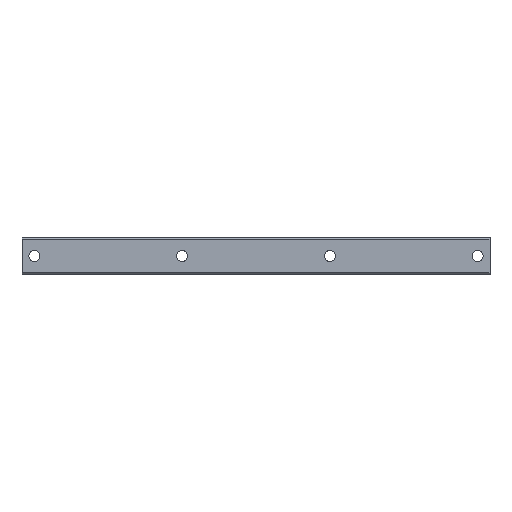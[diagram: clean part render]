
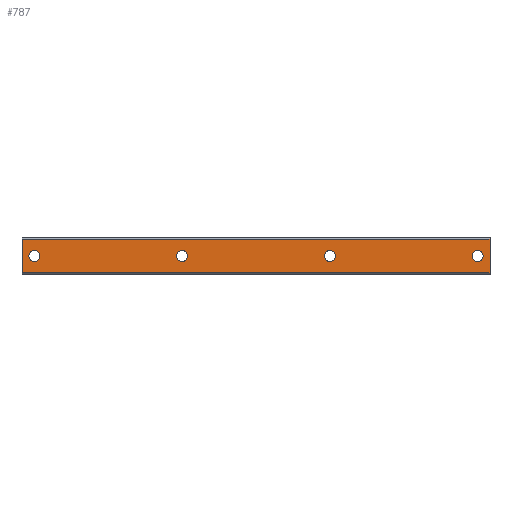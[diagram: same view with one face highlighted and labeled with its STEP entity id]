
A CAD part, front view. The second image highlights one B-rep face of the part: STEP entity #787.
In plain terms, the highlighted planar face has unit normal (0, -1, 0).
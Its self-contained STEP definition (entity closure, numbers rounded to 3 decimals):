
#17 = CIRCLE ( 'NONE', #294, 2.25 ) ;
#85 = FACE_BOUND ( 'NONE', #2131, .T. ) ;
#86 = AXIS2_PLACEMENT_3D ( 'NONE', #1929, #950, #2104 ) ;
#134 = DIRECTION ( 'NONE',  ( 0., 0., 1. ) ) ;
#135 = EDGE_CURVE ( 'NONE', #2045, #799, #1176, .T. ) ;
#139 = DIRECTION ( 'NONE',  ( 0., 0., 1. ) ) ;
#145 = VERTEX_POINT ( 'NONE', #1863 ) ;
#156 = ORIENTED_EDGE ( 'NONE', *, *, #1797, .F. ) ;
#167 = ORIENTED_EDGE ( 'NONE', *, *, #1144, .F. ) ;
#188 = CARTESIAN_POINT ( 'NONE',  ( 0., 0., 2.25 ) ) ;
#197 = EDGE_LOOP ( 'NONE', ( #1040, #156 ) ) ;
#207 = VERTEX_POINT ( 'NONE', #912 ) ;
#224 = DIRECTION ( 'NONE',  ( 0., 0., 1. ) ) ;
#229 = AXIS2_PLACEMENT_3D ( 'NONE', #2019, #1508, #1689 ) ;
#233 = AXIS2_PLACEMENT_3D ( 'NONE', #683, #2169, #134 ) ;
#240 = EDGE_CURVE ( 'NONE', #1101, #145, #583, .T. ) ;
#250 = CARTESIAN_POINT ( 'NONE',  ( 185., 0., 6.786 ) ) ;
#261 = LINE ( 'NONE', #250, #2033 ) ;
#277 = FACE_BOUND ( 'NONE', #451, .T. ) ;
#294 = AXIS2_PLACEMENT_3D ( 'NONE', #2129, #1943, #1437 ) ;
#300 = CARTESIAN_POINT ( 'NONE',  ( 185., 0., 6.786 ) ) ;
#314 = CARTESIAN_POINT ( 'NONE',  ( 0., 0., 0. ) ) ;
#325 = DIRECTION ( 'NONE',  ( 0., -1., 0. ) ) ;
#330 = AXIS2_PLACEMENT_3D ( 'NONE', #749, #1761, #1920 ) ;
#335 = EDGE_CURVE ( 'NONE', #1474, #2016, #17, .T. ) ;
#362 = LINE ( 'NONE', #678, #1209 ) ;
#385 = AXIS2_PLACEMENT_3D ( 'NONE', #1709, #741, #895 ) ;
#389 = ORIENTED_EDGE ( 'NONE', *, *, #1914, .F. ) ;
#420 = DIRECTION ( 'NONE',  ( 0., 0., -1. ) ) ;
#450 = CARTESIAN_POINT ( 'NONE',  ( 185., 0., -6.786 ) ) ;
#451 = EDGE_LOOP ( 'NONE', ( #1666, #1617 ) ) ;
#487 = CARTESIAN_POINT ( 'NONE',  ( 180., 0., -2.25 ) ) ;
#514 = CARTESIAN_POINT ( 'NONE',  ( 180., 0., 2.25 ) ) ;
#518 = CARTESIAN_POINT ( 'NONE',  ( 60., 0., -2.25 ) ) ;
#527 = CARTESIAN_POINT ( 'NONE',  ( 0., 0., -2.25 ) ) ;
#550 = VERTEX_POINT ( 'NONE', #1860 ) ;
#583 = LINE ( 'NONE', #1238, #1286 ) ;
#607 = ORIENTED_EDGE ( 'NONE', *, *, #1959, .F. ) ;
#619 = FACE_BOUND ( 'NONE', #197, .T. ) ;
#635 = DIRECTION ( 'NONE',  ( 0., 0., 1. ) ) ;
#677 = DIRECTION ( 'NONE',  ( 0., 0., 1. ) ) ;
#678 = CARTESIAN_POINT ( 'NONE',  ( 185., 0., 6.786 ) ) ;
#683 = CARTESIAN_POINT ( 'NONE',  ( 180., 0., 0. ) ) ;
#685 = VERTEX_POINT ( 'NONE', #1435 ) ;
#732 = ORIENTED_EDGE ( 'NONE', *, *, #335, .F. ) ;
#741 = DIRECTION ( 'NONE',  ( 0., -1., 0. ) ) ;
#749 = CARTESIAN_POINT ( 'NONE',  ( 60., 0., 0. ) ) ;
#751 = CIRCLE ( 'NONE', #1978, 2.25 ) ;
#787 = ADVANCED_FACE ( 'NONE', ( #1593, #85, #277, #1994, #619 ), #1297, .F. ) ;
#799 = VERTEX_POINT ( 'NONE', #487 ) ;
#810 = DIRECTION ( 'NONE',  ( 0., -1., 0. ) ) ;
#885 = EDGE_CURVE ( 'NONE', #1227, #1101, #1111, .T. ) ;
#895 = DIRECTION ( 'NONE',  ( 0., 0., 1. ) ) ;
#912 = CARTESIAN_POINT ( 'NONE',  ( 120., 0., 2.25 ) ) ;
#950 = DIRECTION ( 'NONE',  ( 0., -1., 0. ) ) ;
#978 = ORIENTED_EDGE ( 'NONE', *, *, #2001, .F. ) ;
#1016 = DIRECTION ( 'NONE',  ( 1., 0., 0. ) ) ;
#1040 = ORIENTED_EDGE ( 'NONE', *, *, #1594, .F. ) ;
#1101 = VERTEX_POINT ( 'NONE', #1910 ) ;
#1110 = EDGE_LOOP ( 'NONE', ( #1791, #167, #978, #1288 ) ) ;
#1111 = LINE ( 'NONE', #1305, #1432 ) ;
#1135 = CARTESIAN_POINT ( 'NONE',  ( 185., 0., 6.786 ) ) ;
#1144 = EDGE_CURVE ( 'NONE', #1798, #1227, #261, .T. ) ;
#1146 = CARTESIAN_POINT ( 'NONE',  ( 60., 0., 0. ) ) ;
#1167 = EDGE_CURVE ( 'NONE', #799, #2045, #1320, .T. ) ;
#1169 = CIRCLE ( 'NONE', #1663, 2.25 ) ;
#1176 = CIRCLE ( 'NONE', #233, 2.25 ) ;
#1209 = VECTOR ( 'NONE', #1016, 1000. ) ;
#1227 = VERTEX_POINT ( 'NONE', #450 ) ;
#1238 = CARTESIAN_POINT ( 'NONE',  ( -5., 0., 6.786 ) ) ;
#1286 = VECTOR ( 'NONE', #224, 1000. ) ;
#1288 = ORIENTED_EDGE ( 'NONE', *, *, #240, .F. ) ;
#1295 = AXIS2_PLACEMENT_3D ( 'NONE', #300, #1639, #139 ) ;
#1297 = PLANE ( 'NONE',  #1295 ) ;
#1305 = CARTESIAN_POINT ( 'NONE',  ( 185., 0., -6.786 ) ) ;
#1320 = CIRCLE ( 'NONE', #86, 2.25 ) ;
#1352 = ORIENTED_EDGE ( 'NONE', *, *, #1417, .F. ) ;
#1417 = EDGE_CURVE ( 'NONE', #550, #207, #1536, .T. ) ;
#1432 = VECTOR ( 'NONE', #1615, 1000. ) ;
#1435 = CARTESIAN_POINT ( 'NONE',  ( 60., 0., 2.25 ) ) ;
#1437 = DIRECTION ( 'NONE',  ( 0., 0., 1. ) ) ;
#1447 = EDGE_LOOP ( 'NONE', ( #607, #1352 ) ) ;
#1474 = VERTEX_POINT ( 'NONE', #188 ) ;
#1508 = DIRECTION ( 'NONE',  ( 0., -1., 0. ) ) ;
#1536 = CIRCLE ( 'NONE', #385, 2.25 ) ;
#1593 = FACE_OUTER_BOUND ( 'NONE', #1110, .T. ) ;
#1594 = EDGE_CURVE ( 'NONE', #685, #1837, #2117, .T. ) ;
#1615 = DIRECTION ( 'NONE',  ( -1., 0., 0. ) ) ;
#1617 = ORIENTED_EDGE ( 'NONE', *, *, #1167, .F. ) ;
#1639 = DIRECTION ( 'NONE',  ( 0., 1., 0. ) ) ;
#1663 = AXIS2_PLACEMENT_3D ( 'NONE', #314, #325, #677 ) ;
#1666 = ORIENTED_EDGE ( 'NONE', *, *, #135, .F. ) ;
#1689 = DIRECTION ( 'NONE',  ( 0., 0., 1. ) ) ;
#1709 = CARTESIAN_POINT ( 'NONE',  ( 120., 0., 0. ) ) ;
#1761 = DIRECTION ( 'NONE',  ( 0., -1., 0. ) ) ;
#1791 = ORIENTED_EDGE ( 'NONE', *, *, #885, .F. ) ;
#1797 = EDGE_CURVE ( 'NONE', #1837, #685, #751, .T. ) ;
#1798 = VERTEX_POINT ( 'NONE', #1135 ) ;
#1837 = VERTEX_POINT ( 'NONE', #518 ) ;
#1860 = CARTESIAN_POINT ( 'NONE',  ( 120., 0., -2.25 ) ) ;
#1863 = CARTESIAN_POINT ( 'NONE',  ( -5., 0., 6.786 ) ) ;
#1910 = CARTESIAN_POINT ( 'NONE',  ( -5., 0., -6.786 ) ) ;
#1914 = EDGE_CURVE ( 'NONE', #2016, #1474, #1169, .T. ) ;
#1920 = DIRECTION ( 'NONE',  ( 0., 0., 1. ) ) ;
#1929 = CARTESIAN_POINT ( 'NONE',  ( 180., 0., 0. ) ) ;
#1943 = DIRECTION ( 'NONE',  ( 0., -1., 0. ) ) ;
#1946 = CIRCLE ( 'NONE', #229, 2.25 ) ;
#1959 = EDGE_CURVE ( 'NONE', #207, #550, #1946, .T. ) ;
#1978 = AXIS2_PLACEMENT_3D ( 'NONE', #1146, #810, #635 ) ;
#1994 = FACE_BOUND ( 'NONE', #1447, .T. ) ;
#2001 = EDGE_CURVE ( 'NONE', #145, #1798, #362, .T. ) ;
#2016 = VERTEX_POINT ( 'NONE', #527 ) ;
#2019 = CARTESIAN_POINT ( 'NONE',  ( 120., 0., 0. ) ) ;
#2033 = VECTOR ( 'NONE', #420, 1000. ) ;
#2045 = VERTEX_POINT ( 'NONE', #514 ) ;
#2104 = DIRECTION ( 'NONE',  ( 0., 0., 1. ) ) ;
#2117 = CIRCLE ( 'NONE', #330, 2.25 ) ;
#2129 = CARTESIAN_POINT ( 'NONE',  ( 0., 0., 0. ) ) ;
#2131 = EDGE_LOOP ( 'NONE', ( #732, #389 ) ) ;
#2169 = DIRECTION ( 'NONE',  ( 0., -1., 0. ) ) ;
